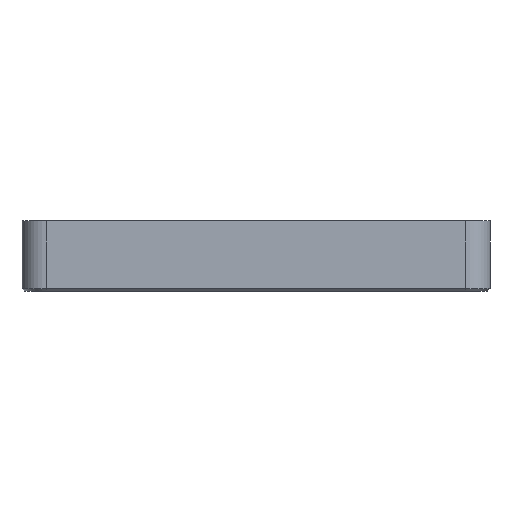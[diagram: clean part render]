
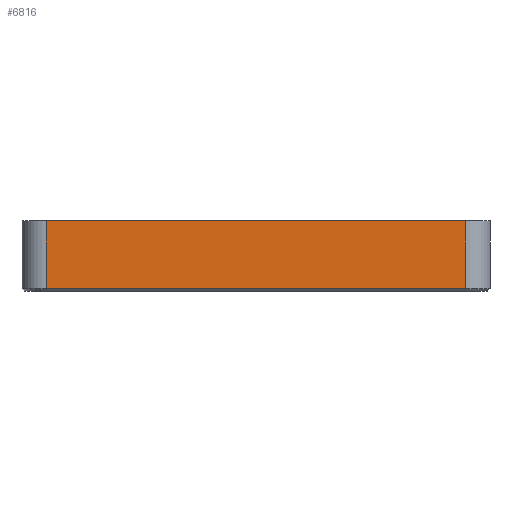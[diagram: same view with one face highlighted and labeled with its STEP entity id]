
A CAD part, left-side view. The second image highlights one B-rep face of the part: STEP entity #6816.
In plain terms, the highlighted planar face has unit normal (-1, 0, 0).
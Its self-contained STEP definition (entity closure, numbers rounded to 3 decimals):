
#710=LINE('',#11115,#1315);
#729=LINE('',#11173,#1334);
#730=LINE('',#11177,#1335);
#731=LINE('',#11178,#1336);
#1315=VECTOR('',#8846,10.);
#1334=VECTOR('',#8905,10.);
#1335=VECTOR('',#8910,10.);
#1336=VECTOR('',#8911,10.);
#1746=FACE_OUTER_BOUND('',#2193,.T.);
#2193=EDGE_LOOP('',(#5331,#5332,#5333,#5334));
#3152=VERTEX_POINT('',#11112);
#3153=VERTEX_POINT('',#11114);
#3172=VERTEX_POINT('',#11172);
#3173=VERTEX_POINT('',#11176);
#3926=EDGE_CURVE('',#3152,#3153,#710,.T.);
#3955=EDGE_CURVE('',#3172,#3153,#729,.T.);
#3957=EDGE_CURVE('',#3152,#3173,#730,.T.);
#3958=EDGE_CURVE('',#3173,#3172,#731,.F.);
#5331=ORIENTED_EDGE('',*,*,#3926,.F.);
#5332=ORIENTED_EDGE('',*,*,#3957,.T.);
#5333=ORIENTED_EDGE('',*,*,#3958,.T.);
#5334=ORIENTED_EDGE('',*,*,#3955,.T.);
#6542=PLANE('',#7404);
#6816=ADVANCED_FACE('',(#1746),#6542,.T.);
#7404=AXIS2_PLACEMENT_3D('',#11175,#8908,#8909);
#8846=DIRECTION('',(0.,1.,0.));
#8905=DIRECTION('',(0.,0.,-1.));
#8908=DIRECTION('center_axis',(-1.,0.,0.));
#8909=DIRECTION('ref_axis',(0.,-1.,0.));
#8910=DIRECTION('',(0.,0.,1.));
#8911=DIRECTION('',(0.,-1.,0.));
#11112=CARTESIAN_POINT('',(-2.5,-80.,-7.5));
#11114=CARTESIAN_POINT('',(-2.5,-2.,-7.5));
#11115=CARTESIAN_POINT('',(-2.5,-26.,-7.5));
#11172=CARTESIAN_POINT('',(-2.5,-2.,5.1));
#11173=CARTESIAN_POINT('',(-2.5,-2.,5.1));
#11175=CARTESIAN_POINT('Origin',(-2.5,-11.,-10.));
#11176=CARTESIAN_POINT('',(-2.5,-80.,5.1));
#11177=CARTESIAN_POINT('',(-2.5,-80.,-10.));
#11178=CARTESIAN_POINT('',(-2.5,-26.,5.1));
